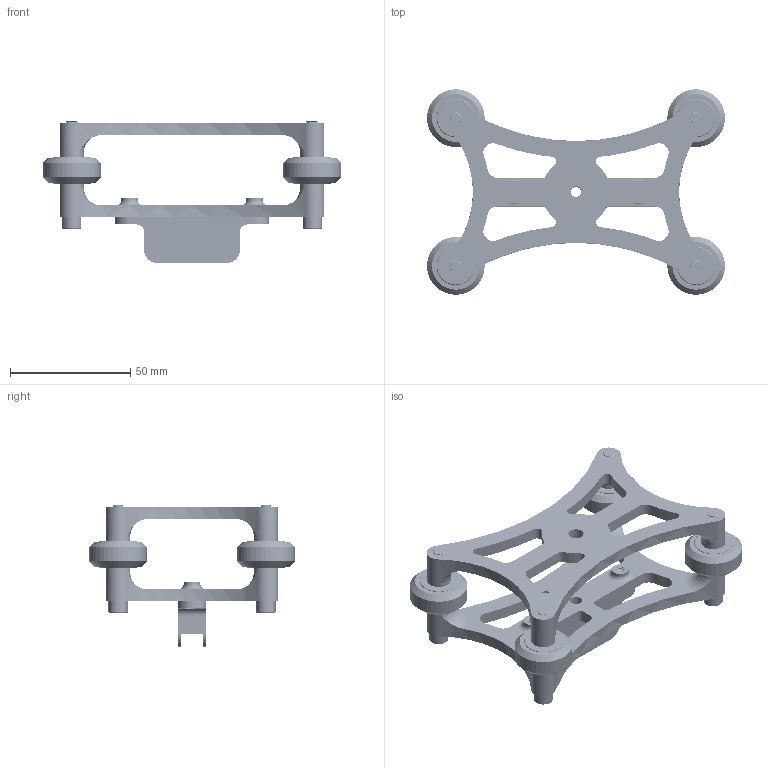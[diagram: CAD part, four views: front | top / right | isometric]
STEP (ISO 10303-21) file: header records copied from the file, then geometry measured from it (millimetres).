
FILE_DESCRIPTION(/* description */ (''),/* implementation_level */ '2;1');
FILE_NAME(/* name */ 'slider gantry 4-point v29.step',/* time_stamp */ '2020-03-28T11:46:39-04:00',/* author */ (''),/* organization */ (''),/* preprocessor_version */ 'ST-DEVELOPER v18',/* originating_system */ 'Autodesk Translation Framework v8.12.0.6',/* authorisation */ '');
FILE_SCHEMA (('AUTOMOTIVE_DESIGN { 1 0 10303 214 3 1 1 }'));
Products named in the file (47): slider gantry 4-point; camera-side (threaded); rail-side (unthreaded); belt holder; Wheel, V-slot Rail 625-2Z Bearing v4 v1; Wheel, V-slot Rail 625-2Z Bearing v4 v1_1; Wheel, V-slot Rail 625-2Z Bearing v4 v1_2; Wheel, V-slot Rail 625-2Z Bearing v4 v1_3; 6153K690_625-2RS SST BALL BEARING, SEALED v2; Component10; Component11; Component12; Component19; Component20; Component21; Component22; Component23; Component24; Component27; Component30; Component34; Component35; Component36; Component37; Component43; 6153K690_625-2RS SST BALL BEARING, SEALED v2 (1); Component13; Component14; Component15; Component16; Component17; Component25; Component26; Component28; Component29; Component31; Component32; Component33; Component38; Component40 ...
Assembly tree (61 placements, depth 4):
  slider gantry 4-point
    camera-side (threaded)
    rail-side (unthreaded)
    belt holder
    Wheel, V-slot Rail 625-2Z Bearing v4 v1
      6153K690_625-2RS SST BALL BEARING, SEALED v2
        Component10
        Component11
        Component12
        Component19
        Component20
        Component21
        Component22
        Component23
        Component24
        Component27
        Component30
        Component34
        Component35
        Component36
        Component37
        Component43
      6153K690_625-2RS SST BALL BEARING, SEALED v2 (1)
        Component13
        Component14
        Component15
        Component16
        Component17
        Component25
        Component26
        Component28
        Component29
        Component31
        Component32
        Component33
        Component38
        Component40
        Component41
        Component42
      Wheel, V-slot Rail for 625 Bearing
        Component39
      91166A240 WSR, FLAT, M5, STL/Z v1
        Component18
    Wheel, V-slot Rail 625-2Z Bearing v4 v1_1
      6153K690_625-2RS SST BALL BEARING, SEALED v2
        Component10
        Component11
        Component12
        Component19
        Component20
        Component21
        Component22
        Component23
        Component24
        Component27
        Component30
        Component34
        Component35
        Component36
        Component37
Bounding box: 124 x 85.5 x 59 mm (x, y, z)
Volume: 67635 mm3; surface area: 53992.1 mm2
Topology: 143 solids, 143 shells, 1201 faces, 3339 edges, 2250 vertices
Faces by surface type: cylinder 843, plane 170, sphere 96, cone 40, torus 30, bspline 22
Full cylindrical faces by diameter (mm): 3.332 x26, 3.99 x180, 4 x2, 4.109 x26, 4.234 x94, 4.901 x176, 5 x13, 5.12 x105, 5.3 x4, 6.35 x1, 7 x2, 8 x4, 9.533 x32, 10 x12, 11.467 x32, 14 x4, 15.5 x8, 16 x8, 24 x4
Entity records: 40342 total; most frequent: CARTESIAN_POINT 24124, ORIENTED_EDGE 3342, DIRECTION 2809, EDGE_CURVE 1671, VERTEX_POINT 1131, AXIS2_PLACEMENT_3D 1120, B_SPLINE_CURVE_WITH_KNOTS 696, EDGE_LOOP 694
